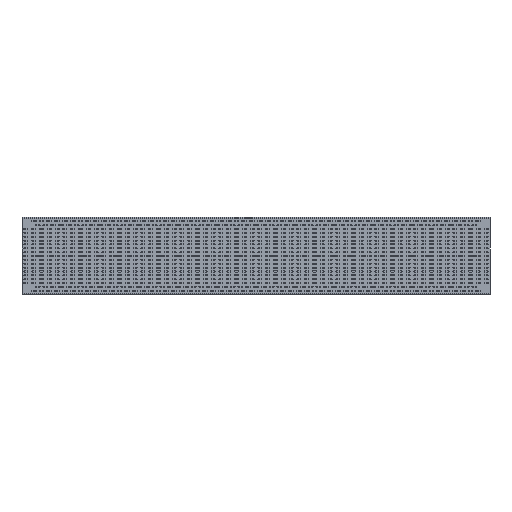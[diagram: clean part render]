
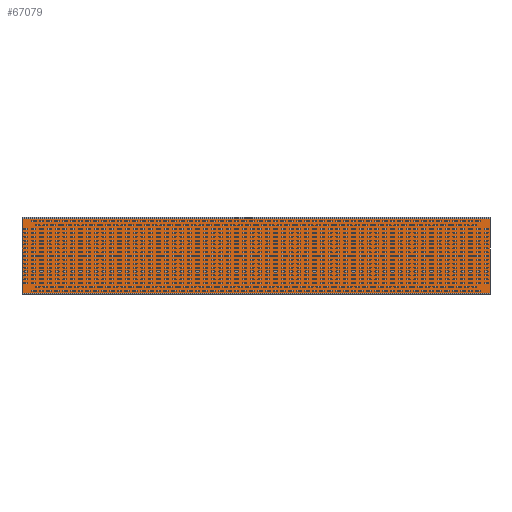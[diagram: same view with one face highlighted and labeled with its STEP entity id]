
A CAD part, top view. The second image highlights one B-rep face of the part: STEP entity #67079.
In plain terms, the highlighted planar face has unit normal (0, 0, 1).
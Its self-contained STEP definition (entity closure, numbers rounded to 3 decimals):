
#8467=FACE_OUTER_BOUND('',#11303,.T.);
#11303=EDGE_LOOP('',(#53204,#53205,#53206,#53207));
#19680=LINE('',#100676,#25228);
#19704=LINE('',#100785,#25252);
#19731=LINE('',#100856,#25279);
#19734=LINE('',#100861,#25282);
#25228=VECTOR('',#78298,1.);
#25252=VECTOR('',#78384,1.);
#25279=VECTOR('',#78467,1.);
#25282=VECTOR('',#78474,1.);
#30776=VERTEX_POINT('',#100674);
#30777=VERTEX_POINT('',#100675);
#30830=VERTEX_POINT('',#100782);
#30831=VERTEX_POINT('',#100784);
#41866=EDGE_CURVE('',#30776,#30777,#19680,.T.);
#41920=EDGE_CURVE('',#30830,#30831,#19704,.T.);
#41957=EDGE_CURVE('',#30831,#30777,#19731,.F.);
#41960=EDGE_CURVE('',#30830,#30776,#19734,.T.);
#53204=ORIENTED_EDGE('',*,*,#41866,.T.);
#53205=ORIENTED_EDGE('',*,*,#41957,.F.);
#53206=ORIENTED_EDGE('',*,*,#41920,.F.);
#53207=ORIENTED_EDGE('',*,*,#41960,.T.);
#64243=PLANE('',#69957);
#67079=ADVANCED_FACE('',(#8467),#64243,.T.);
#69957=AXIS2_PLACEMENT_3D('',#100890,#78518,#78519);
#78298=DIRECTION('',(0.,1.,0.));
#78384=DIRECTION('',(0.,1.,0.));
#78467=DIRECTION('',(-1.,0.,0.));
#78474=DIRECTION('',(1.,0.,0.));
#78518=DIRECTION('center_axis',(0.,0.,1.));
#78519=DIRECTION('ref_axis',(1.,0.,0.));
#100674=CARTESIAN_POINT('',(3230.603,-208.776,-48.5));
#100675=CARTESIAN_POINT('',(3230.603,284.224,-48.5));
#100676=CARTESIAN_POINT('',(3230.603,37.724,-48.5));
#100782=CARTESIAN_POINT('',(200.603,-208.776,-48.5));
#100784=CARTESIAN_POINT('',(200.603,284.224,-48.5));
#100785=CARTESIAN_POINT('',(200.603,37.724,-48.5));
#100856=CARTESIAN_POINT('',(1715.603,284.224,-48.5));
#100861=CARTESIAN_POINT('',(1715.603,-208.776,-48.5));
#100890=CARTESIAN_POINT('Origin',(3205.353,37.724,-48.5));
